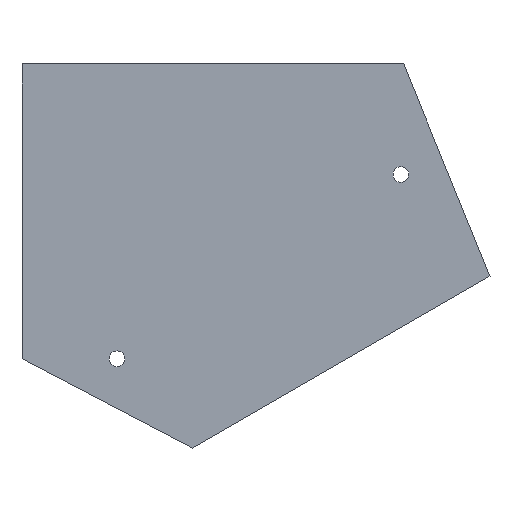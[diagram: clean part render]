
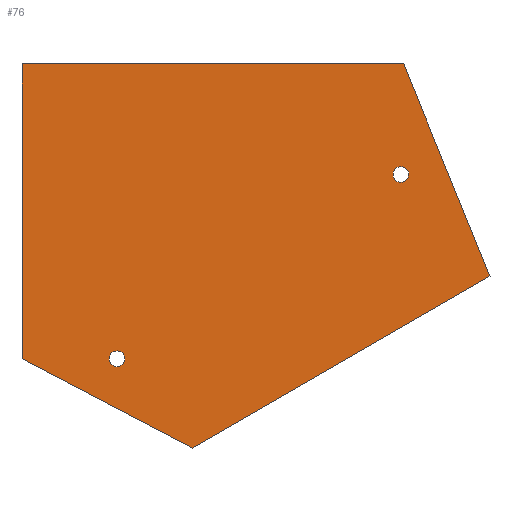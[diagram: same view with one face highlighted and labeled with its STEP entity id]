
A CAD part, front view. The second image highlights one B-rep face of the part: STEP entity #76.
In plain terms, the highlighted planar face has unit normal (0, -1, 0).
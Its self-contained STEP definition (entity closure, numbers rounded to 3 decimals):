
#76 = ADVANCED_FACE( '', ( #94, #95, #96 ), #97, .F. );
#94 = FACE_OUTER_BOUND( '', #130, .T. );
#95 = FACE_BOUND( '', #131, .T. );
#96 = FACE_BOUND( '', #132, .T. );
#97 = PLANE( '', #133 );
#130 = EDGE_LOOP( '', ( #171, #172, #173, #174, #175 ) );
#131 = EDGE_LOOP( '', ( #176, #177 ) );
#132 = EDGE_LOOP( '', ( #178, #179 ) );
#133 = AXIS2_PLACEMENT_3D( '', #180, #181, #182 );
#171 = ORIENTED_EDGE( '', *, *, #290, .F. );
#172 = ORIENTED_EDGE( '', *, *, #291, .F. );
#173 = ORIENTED_EDGE( '', *, *, #292, .F. );
#174 = ORIENTED_EDGE( '', *, *, #293, .F. );
#175 = ORIENTED_EDGE( '', *, *, #294, .F. );
#176 = ORIENTED_EDGE( '', *, *, #295, .T. );
#177 = ORIENTED_EDGE( '', *, *, #288, .T. );
#178 = ORIENTED_EDGE( '', *, *, #296, .T. );
#179 = ORIENTED_EDGE( '', *, *, #297, .T. );
#180 = CARTESIAN_POINT( '', ( 0., 496.1, 0. ) );
#181 = DIRECTION( '', ( 0., 1., 0. ) );
#182 = DIRECTION( '', ( 1., 0., 0. ) );
#288 = EDGE_CURVE( '', #328, #326, #329, .T. );
#290 = EDGE_CURVE( '', #331, #332, #333, .T. );
#291 = EDGE_CURVE( '', #334, #331, #335, .T. );
#292 = EDGE_CURVE( '', #336, #334, #337, .T. );
#293 = EDGE_CURVE( '', #338, #336, #339, .T. );
#294 = EDGE_CURVE( '', #332, #338, #340, .T. );
#295 = EDGE_CURVE( '', #326, #328, #341, .T. );
#296 = EDGE_CURVE( '', #342, #343, #344, .T. );
#297 = EDGE_CURVE( '', #343, #342, #345, .T. );
#326 = VERTEX_POINT( '', #386 );
#328 = VERTEX_POINT( '', #389 );
#329 = CIRCLE( '', #390, 2.5 );
#331 = VERTEX_POINT( '', #393 );
#332 = VERTEX_POINT( '', #394 );
#333 = LINE( '', #395, #396 );
#334 = VERTEX_POINT( '', #397 );
#335 = LINE( '', #398, #399 );
#336 = VERTEX_POINT( '', #400 );
#337 = LINE( '', #401, #402 );
#338 = VERTEX_POINT( '', #403 );
#339 = LINE( '', #404, #405 );
#340 = LINE( '', #406, #407 );
#341 = CIRCLE( '', #408, 2.5 );
#342 = VERTEX_POINT( '', #409 );
#343 = VERTEX_POINT( '', #410 );
#344 = CIRCLE( '', #411, 2.5 );
#345 = CIRCLE( '', #412, 2.5 );
#386 = CARTESIAN_POINT( '', ( 12889.051, 496.1, -887.632 ) );
#389 = CARTESIAN_POINT( '', ( 12884.051, 496.1, -887.632 ) );
#390 = AXIS2_PLACEMENT_3D( '', #476, #477, #478 );
#393 = CARTESIAN_POINT( '', ( 12766.44, 496.1, -946.1 ) );
#394 = CARTESIAN_POINT( '', ( 12766.44, 496.1, -852.6 ) );
#395 = CARTESIAN_POINT( '', ( 12766.44, 496.1, -899.35 ) );
#396 = VECTOR( '', #480, 1000. );
#397 = CARTESIAN_POINT( '', ( 12820.416, 496.1, -974.367 ) );
#398 = CARTESIAN_POINT( '', ( 12793.428, 496.1, -960.234 ) );
#399 = VECTOR( '', #481, 1000. );
#400 = CARTESIAN_POINT( '', ( 12914.795, 496.1, -919.877 ) );
#401 = CARTESIAN_POINT( '', ( 12867.605, 496.1, -947.122 ) );
#402 = VECTOR( '', #482, 1000. );
#403 = CARTESIAN_POINT( '', ( 12887.404, 496.1, -852.6 ) );
#404 = CARTESIAN_POINT( '', ( 12901.099, 496.1, -886.239 ) );
#405 = VECTOR( '', #483, 1000. );
#406 = CARTESIAN_POINT( '', ( 12826.922, 496.1, -852.6 ) );
#407 = VECTOR( '', #484, 1000. );
#408 = AXIS2_PLACEMENT_3D( '', #485, #486, #487 );
#409 = CARTESIAN_POINT( '', ( 12794.055, 496.1, -946.068 ) );
#410 = CARTESIAN_POINT( '', ( 12799.055, 496.1, -946.068 ) );
#411 = AXIS2_PLACEMENT_3D( '', #488, #489, #490 );
#412 = AXIS2_PLACEMENT_3D( '', #491, #492, #493 );
#476 = CARTESIAN_POINT( '', ( 12886.551, 496.1, -887.632 ) );
#477 = DIRECTION( '', ( 0., 1., 0. ) );
#478 = DIRECTION( '', ( 1., 0., 0. ) );
#480 = DIRECTION( '', ( 0., 0., 1. ) );
#481 = DIRECTION( '', ( -0.886, 0., 0.464 ) );
#482 = DIRECTION( '', ( -0.866, 0., -0.5 ) );
#483 = DIRECTION( '', ( 0.377, 0., -0.926 ) );
#484 = DIRECTION( '', ( 1., 0., 0. ) );
#485 = CARTESIAN_POINT( '', ( 12886.551, 496.1, -887.632 ) );
#486 = DIRECTION( '', ( 0., 1., 0. ) );
#487 = DIRECTION( '', ( 1., 0., 0. ) );
#488 = CARTESIAN_POINT( '', ( 12796.555, 496.1, -946.068 ) );
#489 = DIRECTION( '', ( 0., 1., 0. ) );
#490 = DIRECTION( '', ( 1., 0., 0. ) );
#491 = CARTESIAN_POINT( '', ( 12796.555, 496.1, -946.068 ) );
#492 = DIRECTION( '', ( 0., 1., 0. ) );
#493 = DIRECTION( '', ( 1., 0., 0. ) );
